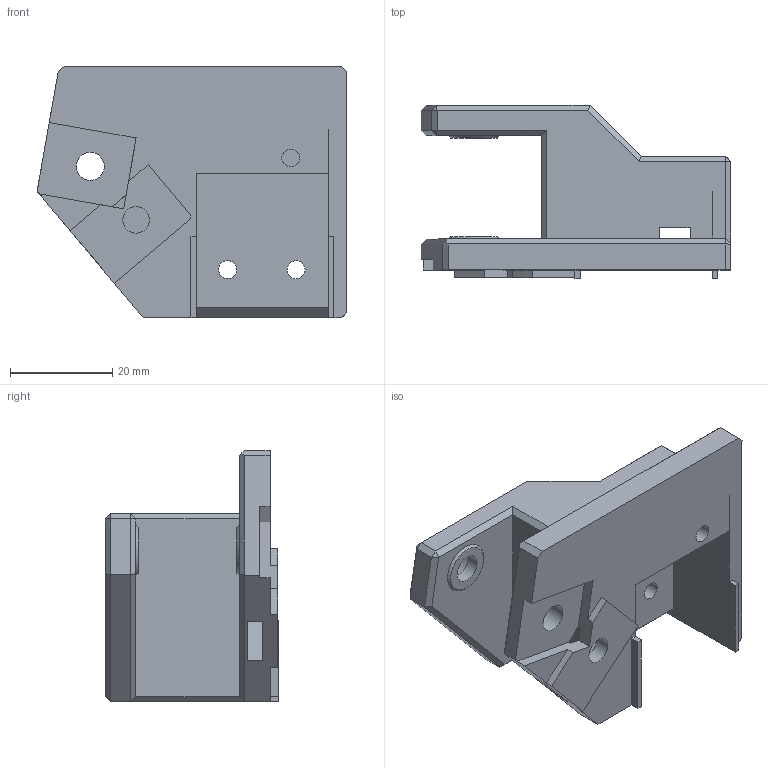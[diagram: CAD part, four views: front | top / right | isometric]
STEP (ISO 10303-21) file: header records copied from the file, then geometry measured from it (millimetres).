
FILE_DESCRIPTION(/* description */ (''),/* implementation_level */ '2;1');
FILE_NAME(/* name */ 'Right XY Bottom.step',/* time_stamp */ '2022-11-07T12:55:56-06:00',/* author */ (''),/* organization */ (''),/* preprocessor_version */ 'ST-DEVELOPER v19.2',/* originating_system */ 'Autodesk Translation Framework v11.17.0.187',/* authorisation */ '');
FILE_SCHEMA (('AUTOMOTIVE_DESIGN { 1 0 10303 214 3 1 1 }'));
Length unit declared in the file: millimetre
Products named in the file (1): FusionComponent
Bounding box: 60.7 x 34.01 x 49.25 mm (x, y, z)
Volume: 33952.6 mm3; surface area: 13396.4 mm2
Topology: 1 solids, 1 shells, 104 faces, 266 edges, 167 vertices
Faces by surface type: plane 89, cylinder 11, cone 3, bspline 1
Full cylindrical faces by diameter (mm): 3.5 x4, 5.2 x2, 5.5 x2, 7.5 x1, 8.75 x1
Entity records: 3264 total; most frequent: CARTESIAN_POINT 671, ORIENTED_EDGE 532, DIRECTION 495, EDGE_CURVE 266, LINE 233, VECTOR 233, VERTEX_POINT 167, AXIS2_PLACEMENT_3D 131
